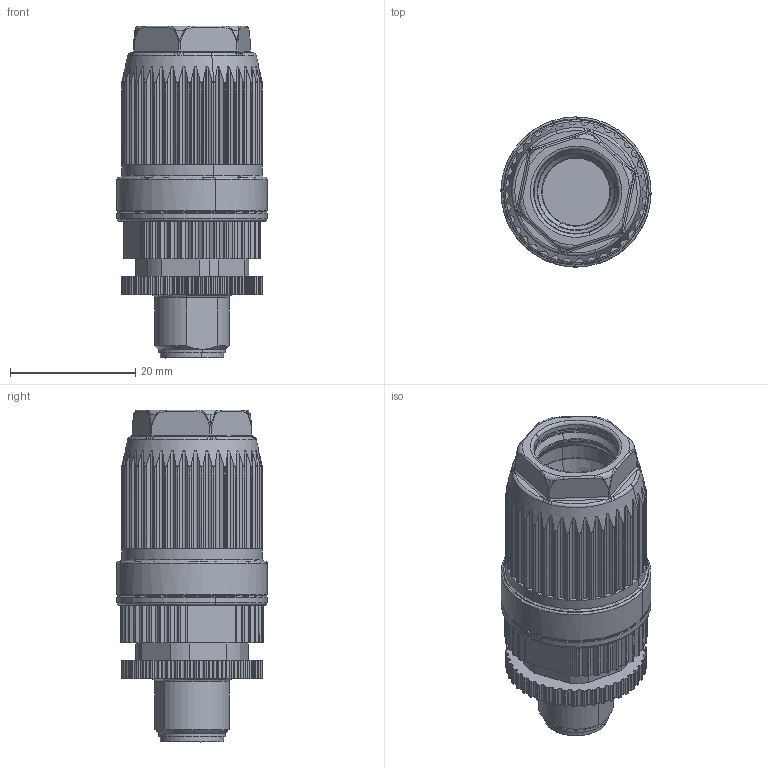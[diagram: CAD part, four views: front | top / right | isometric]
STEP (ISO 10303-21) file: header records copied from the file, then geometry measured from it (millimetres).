
FILE_DESCRIPTION(('CATIA V5 STEP Exchange','CAx-IF Rec.Pracs.--- Model Styling and Organization---1.4--- 2014-01-23'),'2;1');
FILE_NAME ('317976-1_0', '2021-01-11T14:58:19+00:00', ('none'), ('Weidmueller'), 'CATIA Version 5-6 Release 2016 SP3 HF44', 'CATIA V5 STEP AP214', 'none');
FILE_SCHEMA(('AUTOMOTIVE_DESIGN { 1 0 10303 214 1 1 1 1 }'));
Length unit declared in the file: millimetre
Products named in the file (1): 2530750000
Bounding box: 24 x 23.99 x 53.08 mm (x, y, z)
Volume: 14722 mm3; surface area: 6043.7 mm2
Topology: 8 solids, 8 shells, 1232 faces, 3454 edges, 2245 vertices
Faces by surface type: cylinder 629, plane 358, torus 86, bspline 75, sphere 54, cone 24, extrusion 6
Entity records: 42398 total; most frequent: CARTESIAN_POINT 13335, ORIENTED_EDGE 6890, DIRECTION 4694, EDGE_CURVE 3445, VERTEX_POINT 2245, AXIS2_PLACEMENT_3D 2144, VECTOR 1450, LINE 1444
